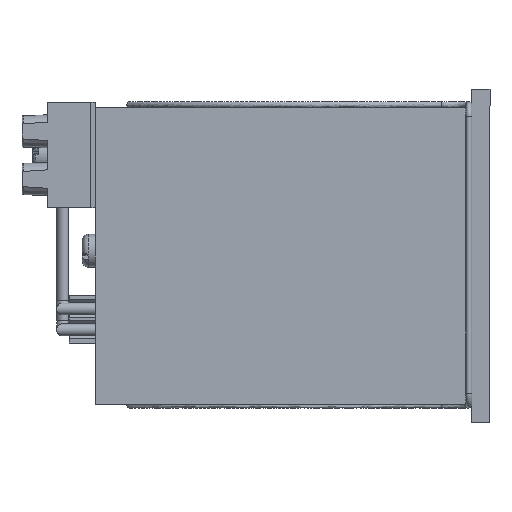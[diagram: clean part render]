
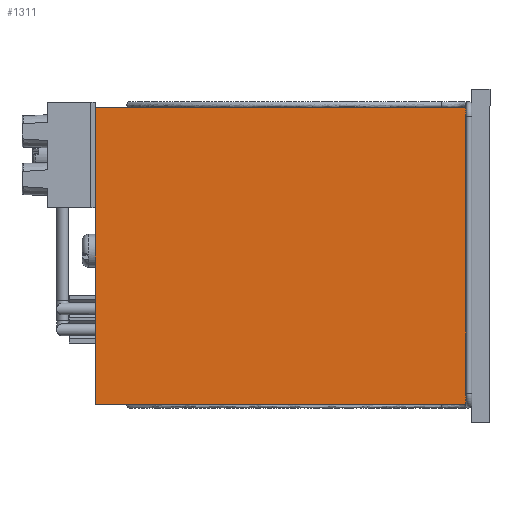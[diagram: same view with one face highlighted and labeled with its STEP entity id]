
A CAD part, front view. The second image highlights one B-rep face of the part: STEP entity #1311.
In plain terms, the highlighted face is planar.
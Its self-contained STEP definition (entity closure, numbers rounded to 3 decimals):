
#1311 = ADVANCED_FACE( '', ( #2675 ), #2676, .T. );
#2675 = FACE_OUTER_BOUND( '', #8273, .T. );
#2676 = PLANE( '', #8274 );
#8273 = EDGE_LOOP( '', ( #13407, #13408, #13409, #13410 ) );
#8274 = AXIS2_PLACEMENT_3D( '', #13411, #13412, #13413 );
#13407 = ORIENTED_EDGE( '', *, *, #15124, .T. );
#13408 = ORIENTED_EDGE( '', *, *, #15155, .T. );
#13409 = ORIENTED_EDGE( '', *, *, #15399, .F. );
#13410 = ORIENTED_EDGE( '', *, *, #15791, .T. );
#13411 = CARTESIAN_POINT( '', ( 24.892, 12.192, -63.5 ) );
#13412 = DIRECTION( '', ( 0., 1., 0. ) );
#13413 = DIRECTION( '', ( -1., 0., 0. ) );
#15124 = EDGE_CURVE( '', #16770, #16768, #16771, .T. );
#15155 = EDGE_CURVE( '', #16768, #16824, #16825, .T. );
#15399 = EDGE_CURVE( '', #17232, #16824, #17234, .T. );
#15791 = EDGE_CURVE( '', #17232, #16770, #17852, .T. );
#16768 = VERTEX_POINT( '', #19257 );
#16770 = VERTEX_POINT( '', #19260 );
#16771 = LINE( '', #19261, #19262 );
#16824 = VERTEX_POINT( '', #19337 );
#16825 = LINE( '', #19338, #19339 );
#17232 = VERTEX_POINT( '', #20107 );
#17234 = LINE( '', #20110, #20111 );
#17852 = LINE( '', #22748, #22749 );
#19257 = CARTESIAN_POINT( '', ( -24.892, 12.192, 0. ) );
#19260 = CARTESIAN_POINT( '', ( -24.892, 12.192, -63.2 ) );
#19261 = CARTESIAN_POINT( '', ( -24.892, 12.192, -63.5 ) );
#19262 = VECTOR( '', #25040, 1000. );
#19337 = CARTESIAN_POINT( '', ( 24.892, 12.192, 0. ) );
#19338 = CARTESIAN_POINT( '', ( 27.94, 12.192, 0. ) );
#19339 = VECTOR( '', #25068, 1000. );
#20107 = CARTESIAN_POINT( '', ( 24.892, 12.192, -63.2 ) );
#20110 = CARTESIAN_POINT( '', ( 24.892, 12.192, -63.5 ) );
#20111 = VECTOR( '', #25335, 1000. );
#22748 = CARTESIAN_POINT( '', ( 24.892, 12.192, -63.2 ) );
#22749 = VECTOR( '', #25738, 1000. );
#25040 = DIRECTION( '', ( 0., 0., 1. ) );
#25068 = DIRECTION( '', ( 1., 0., 0. ) );
#25335 = DIRECTION( '', ( 0., 0., 1. ) );
#25738 = DIRECTION( '', ( -1., 0., 0. ) );
